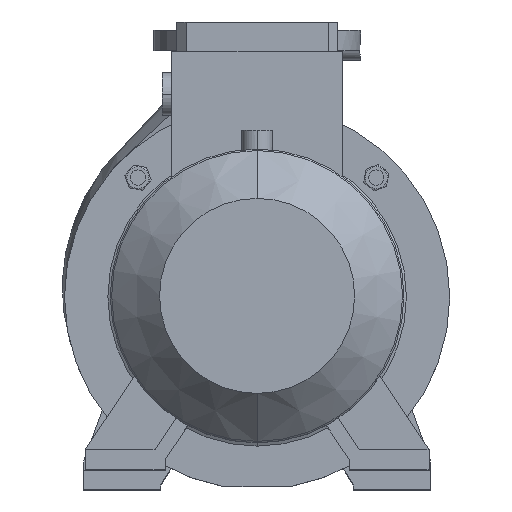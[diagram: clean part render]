
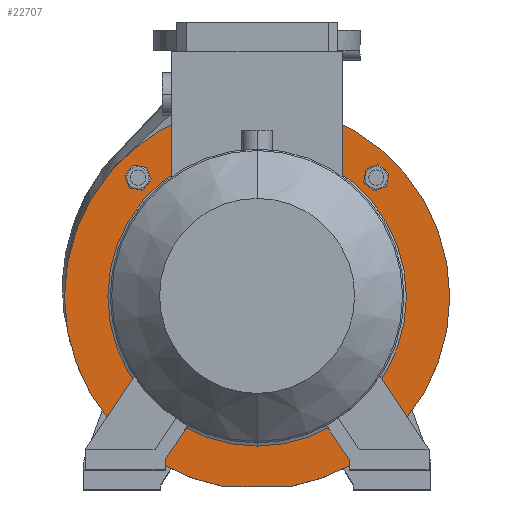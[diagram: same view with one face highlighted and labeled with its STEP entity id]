
A CAD part, top view. The second image highlights one B-rep face of the part: STEP entity #22707.
In plain terms, the highlighted planar face has unit normal (0, 0, 1).
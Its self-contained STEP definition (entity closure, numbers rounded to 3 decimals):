
#1085 = VERTEX_POINT ( 'NONE', #58907 ) ;
#2284 = CIRCLE ( 'NONE', #53435, 11.4 ) ;
#2427 = EDGE_LOOP ( 'NONE', ( #24659, #42234 ) ) ;
#2489 = PLANE ( 'NONE',  #9695 ) ;
#2668 = CARTESIAN_POINT ( 'NONE',  ( 0., 200., 239. ) ) ;
#2922 = DIRECTION ( 'NONE',  ( 0., 0., -1. ) ) ;
#3985 = CARTESIAN_POINT ( 'NONE',  ( -123.744, 123.744, 239. ) ) ;
#4438 = DIRECTION ( 'NONE',  ( 0., 0., -1. ) ) ;
#4969 = AXIS2_PLACEMENT_3D ( 'NONE', #35218, #53644, #22712 ) ;
#5252 = CARTESIAN_POINT ( 'NONE',  ( -123.744, -123.744, 239. ) ) ;
#5434 = CARTESIAN_POINT ( 'NONE',  ( -34.511, -197., 239. ) ) ;
#5593 = ORIENTED_EDGE ( 'NONE', *, *, #53683, .F. ) ;
#6865 = FACE_BOUND ( 'NONE', #22705, .T. ) ;
#7687 = ORIENTED_EDGE ( 'NONE', *, *, #58793, .T. ) ;
#7741 = AXIS2_PLACEMENT_3D ( 'NONE', #28846, #33436, #42909 ) ;
#8794 = EDGE_CURVE ( 'NONE', #13802, #1085, #21586, .T. ) ;
#9065 = DIRECTION ( 'NONE',  ( 0., -1., 0. ) ) ;
#9695 = AXIS2_PLACEMENT_3D ( 'NONE', #2668, #52668, #15794 ) ;
#10700 = LINE ( 'NONE', #27795, #35894 ) ;
#11584 = AXIS2_PLACEMENT_3D ( 'NONE', #19733, #47174, #56184 ) ;
#12088 = AXIS2_PLACEMENT_3D ( 'NONE', #5252, #41443, #9065 ) ;
#12395 = CARTESIAN_POINT ( 'NONE',  ( 0., 0., 239. ) ) ;
#12982 = CARTESIAN_POINT ( 'NONE',  ( -123.744, 123.744, 239. ) ) ;
#13254 = DIRECTION ( 'NONE',  ( 0., 0., -1. ) ) ;
#13405 = EDGE_CURVE ( 'NONE', #53666, #34198, #2284, .T. ) ;
#13802 = VERTEX_POINT ( 'NONE', #34757 ) ;
#15555 = VERTEX_POINT ( 'NONE', #36218 ) ;
#15794 = DIRECTION ( 'NONE',  ( 0., -1., 0. ) ) ;
#16017 = CIRCLE ( 'NONE', #4969, 155. ) ;
#16478 = EDGE_LOOP ( 'NONE', ( #37548, #35761 ) ) ;
#16630 = ORIENTED_EDGE ( 'NONE', *, *, #31651, .T. ) ;
#17026 = AXIS2_PLACEMENT_3D ( 'NONE', #44729, #22023, #26635 ) ;
#17047 = DIRECTION ( 'NONE',  ( 0., 1., 0. ) ) ;
#19004 = CARTESIAN_POINT ( 'NONE',  ( -125.723, -134.97, 239. ) ) ;
#19385 = DIRECTION ( 'NONE',  ( 0., -1., 0. ) ) ;
#19733 = CARTESIAN_POINT ( 'NONE',  ( 123.744, 123.744, 239. ) ) ;
#19819 = CIRCLE ( 'NONE', #7741, 11.4 ) ;
#19825 = ORIENTED_EDGE ( 'NONE', *, *, #32541, .T. ) ;
#19869 = VERTEX_POINT ( 'NONE', #27693 ) ;
#19961 = DIRECTION ( 'NONE',  ( 0., 0., -1. ) ) ;
#21586 = CIRCLE ( 'NONE', #32446, 11.4 ) ;
#21776 = CIRCLE ( 'NONE', #12088, 11.4 ) ;
#22023 = DIRECTION ( 'NONE',  ( 0., 0., -1. ) ) ;
#22705 = EDGE_LOOP ( 'NONE', ( #34447, #19825 ) ) ;
#22707 = ADVANCED_FACE ( 'NONE', ( #39260, #6865, #54281, #37078, #48548, #25573 ), #2489, .T. ) ;
#22712 = DIRECTION ( 'NONE',  ( 0., 1., 0. ) ) ;
#23388 = CARTESIAN_POINT ( 'NONE',  ( -123.744, -123.744, 239. ) ) ;
#24659 = ORIENTED_EDGE ( 'NONE', *, *, #13405, .T. ) ;
#24723 = VERTEX_POINT ( 'NONE', #37757 ) ;
#25573 = FACE_BOUND ( 'NONE', #16478, .T. ) ;
#25894 = DIRECTION ( 'NONE',  ( 0., 1., 0. ) ) ;
#26597 = ORIENTED_EDGE ( 'NONE', *, *, #31017, .T. ) ;
#26610 = DIRECTION ( 'NONE',  ( 0., 0., -1. ) ) ;
#26635 = DIRECTION ( 'NONE',  ( 0., 1., 0. ) ) ;
#27559 = CIRCLE ( 'NONE', #40143, 200. ) ;
#27693 = CARTESIAN_POINT ( 'NONE',  ( 0., 200., 239. ) ) ;
#27795 = CARTESIAN_POINT ( 'NONE',  ( -200., -197., 239. ) ) ;
#28379 = DIRECTION ( 'NONE',  ( 1., 0., 0. ) ) ;
#28846 = CARTESIAN_POINT ( 'NONE',  ( 123.744, 123.744, 239. ) ) ;
#29253 = CARTESIAN_POINT ( 'NONE',  ( 125.723, 134.97, 239. ) ) ;
#30544 = AXIS2_PLACEMENT_3D ( 'NONE', #35558, #30918, #25894 ) ;
#30652 = DIRECTION ( 'NONE',  ( 0., -1., 0. ) ) ;
#30918 = DIRECTION ( 'NONE',  ( 0., 0., -1. ) ) ;
#31017 = EDGE_CURVE ( 'NONE', #1085, #13802, #55871, .T. ) ;
#31514 = CARTESIAN_POINT ( 'NONE',  ( 134.97, -125.723, 239. ) ) ;
#31651 = EDGE_CURVE ( 'NONE', #55251, #43212, #10700, .T. ) ;
#32285 = EDGE_CURVE ( 'NONE', #34198, #53666, #53588, .T. ) ;
#32446 = AXIS2_PLACEMENT_3D ( 'NONE', #12982, #26610, #30652 ) ;
#32541 = EDGE_CURVE ( 'NONE', #47870, #39688, #47059, .T. ) ;
#33309 = EDGE_LOOP ( 'NONE', ( #26597, #57755 ) ) ;
#33436 = DIRECTION ( 'NONE',  ( 0., 0., -1. ) ) ;
#33991 = CIRCLE ( 'NONE', #45554, 11.4 ) ;
#34198 = VERTEX_POINT ( 'NONE', #31514 ) ;
#34447 = ORIENTED_EDGE ( 'NONE', *, *, #57988, .T. ) ;
#34757 = CARTESIAN_POINT ( 'NONE',  ( -134.97, 125.723, 239. ) ) ;
#35218 = CARTESIAN_POINT ( 'NONE',  ( 0., 0., 239. ) ) ;
#35558 = CARTESIAN_POINT ( 'NONE',  ( 0., 0., 239. ) ) ;
#35761 = ORIENTED_EDGE ( 'NONE', *, *, #57217, .T. ) ;
#35880 = CARTESIAN_POINT ( 'NONE',  ( 121.764, 112.517, 239. ) ) ;
#35894 = VECTOR ( 'NONE', #28379, 1000. ) ;
#36218 = CARTESIAN_POINT ( 'NONE',  ( -121.764, -112.517, 239. ) ) ;
#37078 = FACE_BOUND ( 'NONE', #37336, .T. ) ;
#37336 = EDGE_LOOP ( 'NONE', ( #7687, #37653 ) ) ;
#37548 = ORIENTED_EDGE ( 'NONE', *, *, #52426, .T. ) ;
#37572 = CARTESIAN_POINT ( 'NONE',  ( 34.511, -197., 239. ) ) ;
#37653 = ORIENTED_EDGE ( 'NONE', *, *, #54440, .T. ) ;
#37757 = CARTESIAN_POINT ( 'NONE',  ( 0., -155., 239. ) ) ;
#37856 = DIRECTION ( 'NONE',  ( 0., 0., -1. ) ) ;
#38841 = CARTESIAN_POINT ( 'NONE',  ( 123.744, -123.744, 239. ) ) ;
#39260 = FACE_BOUND ( 'NONE', #33309, .T. ) ;
#39358 = VERTEX_POINT ( 'NONE', #19004 ) ;
#39688 = VERTEX_POINT ( 'NONE', #35880 ) ;
#40143 = AXIS2_PLACEMENT_3D ( 'NONE', #12395, #2922, #17047 ) ;
#40273 = CARTESIAN_POINT ( 'NONE',  ( 0., 155., 239. ) ) ;
#40528 = CIRCLE ( 'NONE', #17026, 155. ) ;
#41443 = DIRECTION ( 'NONE',  ( 0., 0., -1. ) ) ;
#42234 = ORIENTED_EDGE ( 'NONE', *, *, #32285, .T. ) ;
#42909 = DIRECTION ( 'NONE',  ( 0., -1., 0. ) ) ;
#43212 = VERTEX_POINT ( 'NONE', #37572 ) ;
#44601 = AXIS2_PLACEMENT_3D ( 'NONE', #3985, #13254, #45373 ) ;
#44729 = CARTESIAN_POINT ( 'NONE',  ( 0., 0., 239. ) ) ;
#45373 = DIRECTION ( 'NONE',  ( 0., -1., 0. ) ) ;
#45554 = AXIS2_PLACEMENT_3D ( 'NONE', #23388, #37856, #19385 ) ;
#46008 = CIRCLE ( 'NONE', #30544, 200. ) ;
#47059 = CIRCLE ( 'NONE', #11584, 11.4 ) ;
#47174 = DIRECTION ( 'NONE',  ( 0., 0., -1. ) ) ;
#47870 = VERTEX_POINT ( 'NONE', #29253 ) ;
#47942 = EDGE_CURVE ( 'NONE', #19869, #43212, #27559, .T. ) ;
#48548 = FACE_OUTER_BOUND ( 'NONE', #55877, .T. ) ;
#48833 = CARTESIAN_POINT ( 'NONE',  ( 123.744, -123.744, 239. ) ) ;
#48999 = VERTEX_POINT ( 'NONE', #40273 ) ;
#49779 = ORIENTED_EDGE ( 'NONE', *, *, #47942, .F. ) ;
#50739 = AXIS2_PLACEMENT_3D ( 'NONE', #38841, #19961, #52011 ) ;
#52011 = DIRECTION ( 'NONE',  ( 0., -1., 0. ) ) ;
#52426 = EDGE_CURVE ( 'NONE', #48999, #24723, #40528, .T. ) ;
#52668 = DIRECTION ( 'NONE',  ( 0., 0., 1. ) ) ;
#53168 = CARTESIAN_POINT ( 'NONE',  ( 112.517, -121.764, 239. ) ) ;
#53435 = AXIS2_PLACEMENT_3D ( 'NONE', #48833, #4438, #58040 ) ;
#53588 = CIRCLE ( 'NONE', #50739, 11.4 ) ;
#53644 = DIRECTION ( 'NONE',  ( 0., 0., -1. ) ) ;
#53666 = VERTEX_POINT ( 'NONE', #53168 ) ;
#53683 = EDGE_CURVE ( 'NONE', #55251, #19869, #46008, .T. ) ;
#54281 = FACE_BOUND ( 'NONE', #2427, .T. ) ;
#54440 = EDGE_CURVE ( 'NONE', #39358, #15555, #33991, .T. ) ;
#55251 = VERTEX_POINT ( 'NONE', #5434 ) ;
#55871 = CIRCLE ( 'NONE', #44601, 11.4 ) ;
#55877 = EDGE_LOOP ( 'NONE', ( #16630, #49779, #5593 ) ) ;
#56184 = DIRECTION ( 'NONE',  ( 0., -1., 0. ) ) ;
#57217 = EDGE_CURVE ( 'NONE', #24723, #48999, #16017, .T. ) ;
#57755 = ORIENTED_EDGE ( 'NONE', *, *, #8794, .T. ) ;
#57988 = EDGE_CURVE ( 'NONE', #39688, #47870, #19819, .T. ) ;
#58040 = DIRECTION ( 'NONE',  ( 0., -1., 0. ) ) ;
#58793 = EDGE_CURVE ( 'NONE', #15555, #39358, #21776, .T. ) ;
#58907 = CARTESIAN_POINT ( 'NONE',  ( -112.517, 121.764, 239. ) ) ;
